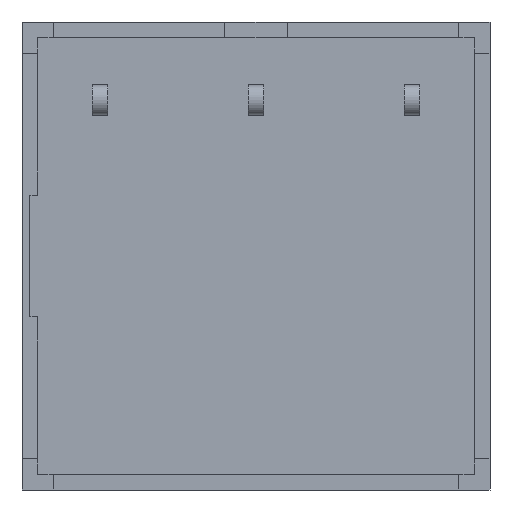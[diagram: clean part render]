
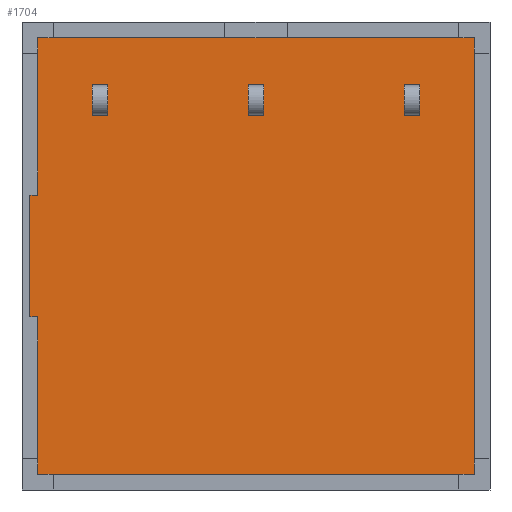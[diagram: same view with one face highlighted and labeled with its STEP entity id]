
A CAD part, front view. The second image highlights one B-rep face of the part: STEP entity #1704.
In plain terms, the highlighted face is planar.
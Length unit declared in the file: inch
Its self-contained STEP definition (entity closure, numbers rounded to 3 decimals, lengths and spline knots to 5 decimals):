
#104=FACE_OUTER_BOUND('',#195,.T.);
#195=EDGE_LOOP('',(#1272,#1273,#1274,#1275,#1276,#1277,#1278,#1279));
#271=LINE('',#2374,#487);
#295=LINE('',#2423,#511);
#325=LINE('',#2481,#541);
#335=LINE('',#2500,#551);
#350=LINE('',#2531,#566);
#352=LINE('',#2535,#568);
#354=LINE('',#2539,#570);
#355=LINE('',#2541,#571);
#487=VECTOR('',#1913,0.56);
#511=VECTOR('',#1951,0.56);
#541=VECTOR('',#1997,0.56);
#551=VECTOR('',#2015,0.202);
#566=VECTOR('',#2048,0.01);
#568=VECTOR('',#2052,0.156);
#570=VECTOR('',#2056,0.01);
#571=VECTOR('',#2059,0.202);
#698=VERTEX_POINT('',#2371);
#699=VERTEX_POINT('',#2373);
#716=VERTEX_POINT('',#2420);
#717=VERTEX_POINT('',#2422);
#742=VERTEX_POINT('',#2498);
#749=VERTEX_POINT('',#2529);
#750=VERTEX_POINT('',#2533);
#751=VERTEX_POINT('',#2537);
#857=EDGE_CURVE('',#699,#698,#271,.T.);
#881=EDGE_CURVE('',#717,#716,#295,.T.);
#911=EDGE_CURVE('',#716,#699,#325,.T.);
#921=EDGE_CURVE('',#698,#742,#335,.T.);
#936=EDGE_CURVE('',#742,#749,#350,.T.);
#938=EDGE_CURVE('',#749,#750,#352,.T.);
#940=EDGE_CURVE('',#750,#751,#354,.T.);
#941=EDGE_CURVE('',#751,#717,#355,.T.);
#1272=ORIENTED_EDGE('',*,*,#936,.T.);
#1273=ORIENTED_EDGE('',*,*,#938,.T.);
#1274=ORIENTED_EDGE('',*,*,#940,.T.);
#1275=ORIENTED_EDGE('',*,*,#941,.T.);
#1276=ORIENTED_EDGE('',*,*,#881,.T.);
#1277=ORIENTED_EDGE('',*,*,#911,.T.);
#1278=ORIENTED_EDGE('',*,*,#857,.T.);
#1279=ORIENTED_EDGE('',*,*,#921,.T.);
#1577=PLANE('',#1800);
#1704=ADVANCED_FACE('',(#104),#1577,.T.);
#1800=AXIS2_PLACEMENT_3D('',#2542,#2060,#2061);
#1913=DIRECTION('',(0.,-1.,0.));
#1951=DIRECTION('',(0.,1.,0.));
#1997=DIRECTION('',(0.,0.,1.));
#2015=DIRECTION('',(0.,0.,-1.));
#2048=DIRECTION('',(0.,-1.,0.));
#2052=DIRECTION('',(0.,0.,-1.));
#2056=DIRECTION('',(0.,1.,0.));
#2059=DIRECTION('',(0.,0.,-1.));
#2060=DIRECTION('center_axis',(1.,0.,0.));
#2061=DIRECTION('ref_axis',(0.,0.,-1.));
#2371=CARTESIAN_POINT('',(0.01,-0.28,0.28));
#2373=CARTESIAN_POINT('',(0.01,0.28,0.28));
#2374=CARTESIAN_POINT('',(0.01,0.28,0.28));
#2420=CARTESIAN_POINT('',(0.01,0.28,-0.28));
#2422=CARTESIAN_POINT('',(0.01,-0.28,-0.28));
#2423=CARTESIAN_POINT('',(0.01,-0.28,-0.28));
#2481=CARTESIAN_POINT('',(0.01,0.28,-0.28));
#2498=CARTESIAN_POINT('',(0.01,-0.28,0.078));
#2500=CARTESIAN_POINT('',(0.01,-0.28,0.28));
#2529=CARTESIAN_POINT('',(0.01,-0.29,0.078));
#2531=CARTESIAN_POINT('',(0.01,-0.28,0.078));
#2533=CARTESIAN_POINT('',(0.01,-0.29,-0.078));
#2535=CARTESIAN_POINT('',(0.01,-0.29,0.078));
#2537=CARTESIAN_POINT('',(0.01,-0.28,-0.078));
#2539=CARTESIAN_POINT('',(0.01,-0.29,-0.078));
#2541=CARTESIAN_POINT('',(0.01,-0.28,-0.078));
#2542=CARTESIAN_POINT('Origin',(0.01,-0.00321,0.));
